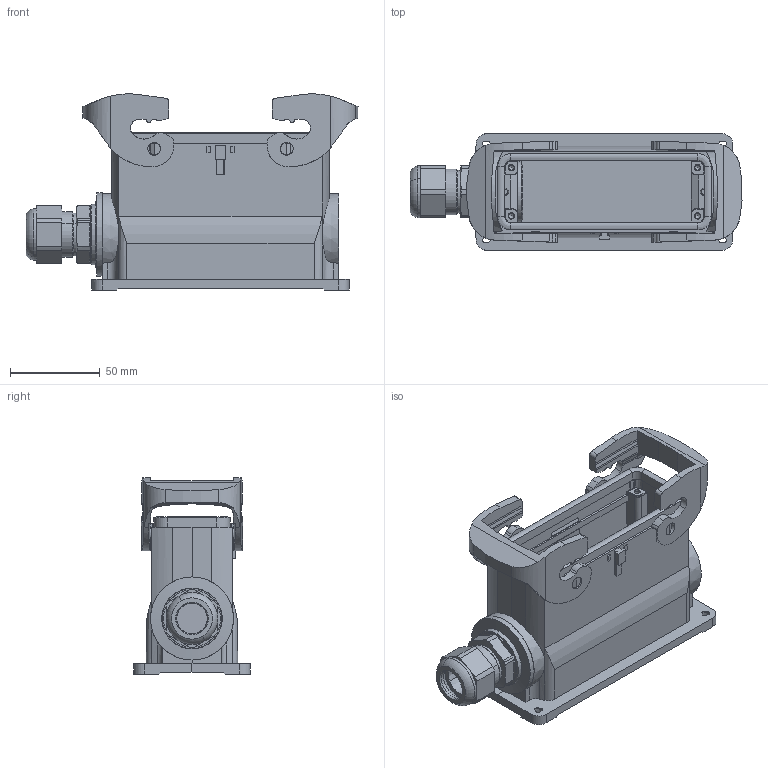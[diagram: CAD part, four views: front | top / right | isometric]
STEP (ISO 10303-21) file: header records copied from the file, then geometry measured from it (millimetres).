
FILE_DESCRIPTION(/* description */ (''),/* implementation_level */ '2;1');
FILE_NAME(/* name */ '100769463ugm000_b.stp',/* time_stamp */ '2022-03-12T07:39:54+01:00',/* author */ (''),/* organization */ (''),/* preprocessor_version */ 'ST-DEVELOPER v16.7',/* originating_system */ 'SIEMENS PLM Software NX 1911',/* authorisation */ '');
FILE_SCHEMA (('AUTOMOTIVE_DESIGN { 1 0 10303 214 3 1 1 1 }'));
Length unit declared in the file: millimetre
Products named in the file (1): 100769463ugm000_b
Bounding box: 185.48 x 65 x 109.79 mm (x, y, z)
Volume: 255673.9 mm3; surface area: 107873.5 mm2
Topology: 3 solids, 5 shells, 820 faces, 2437 edges, 1738 vertices
Faces by surface type: plane 467, cylinder 215, cone 124, torus 12, extrusion 2
Full cylindrical faces by diameter (mm): 3 x4, 3.4 x4, 3.5 x4, 7.2 x4, 25 x2, 30 x1, 40.9 x1, 46.4 x1
Entity records: 28906 total; most frequent: CARTESIAN_POINT 5896, ORIENTED_EDGE 4554, DIRECTION 4524, EDGE_CURVE 2277, AXIS2_PLACEMENT_3D 1608, VERTEX_POINT 1546, VECTOR 1308, LINE 1306
